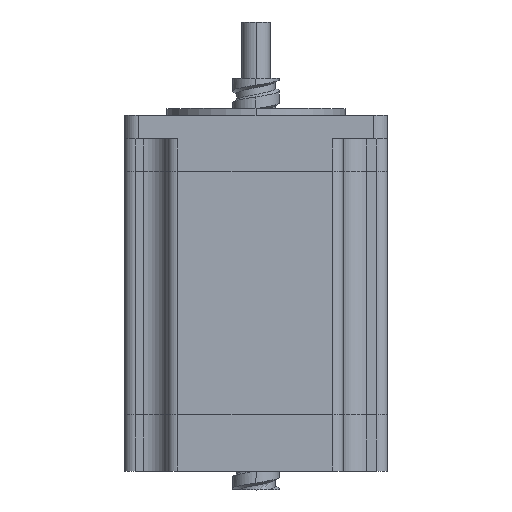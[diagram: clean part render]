
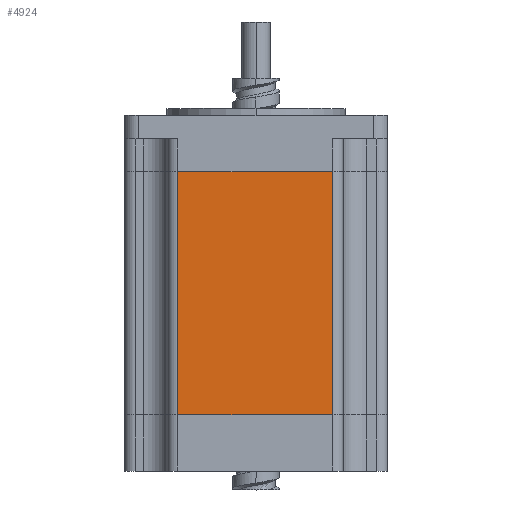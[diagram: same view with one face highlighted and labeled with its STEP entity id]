
A CAD part, top view. The second image highlights one B-rep face of the part: STEP entity #4924.
In plain terms, the highlighted planar face has unit normal (0, 0, 1).
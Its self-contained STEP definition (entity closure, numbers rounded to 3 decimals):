
#1255 = EDGE_CURVE ( 'NONE', #2593, #15138, #13392, .T. ) ;
#1414 = FACE_OUTER_BOUND ( 'NONE', #8318, .T. ) ;
#1489 = ORIENTED_EDGE ( 'NONE', *, *, #2300, .F. ) ;
#1515 = CARTESIAN_POINT ( 'NONE',  ( 25.1, 5., 28.1 ) ) ;
#2211 = AXIS2_PLACEMENT_3D ( 'NONE', #1515, #10413, #17789 ) ;
#2300 = EDGE_CURVE ( 'NONE', #19168, #2593, #13654, .T. ) ;
#2390 = ORIENTED_EDGE ( 'NONE', *, *, #16470, .F. ) ;
#2593 = VERTEX_POINT ( 'NONE', #2869 ) ;
#2869 = CARTESIAN_POINT ( 'NONE',  ( -16.7, -7.001, 28.1 ) ) ;
#3907 = DIRECTION ( 'NONE',  ( 0., 1., 0. ) ) ;
#4845 = VECTOR ( 'NONE', #15488, 1000. ) ;
#4924 = ADVANCED_FACE ( 'NONE', ( #1414 ), #14579, .F. ) ;
#5367 = LINE ( 'NONE', #18824, #7865 ) ;
#5465 = LINE ( 'NONE', #7096, #10949 ) ;
#6897 = VERTEX_POINT ( 'NONE', #12710 ) ;
#7096 = CARTESIAN_POINT ( 'NONE',  ( 16.3, -71., 28.1 ) ) ;
#7865 = VECTOR ( 'NONE', #11536, 1000. ) ;
#8318 = EDGE_LOOP ( 'NONE', ( #2390, #14905, #14315, #1489 ) ) ;
#9093 = DIRECTION ( 'NONE',  ( 0., 1., 0. ) ) ;
#10413 = DIRECTION ( 'NONE',  ( 0., 0., -1. ) ) ;
#10949 = VECTOR ( 'NONE', #3907, 1000. ) ;
#11536 = DIRECTION ( 'NONE',  ( -1., 0., 0. ) ) ;
#11733 = CARTESIAN_POINT ( 'NONE',  ( 16.3, -7.001, 28.1 ) ) ;
#12195 = CARTESIAN_POINT ( 'NONE',  ( -16.7, -71., 28.1 ) ) ;
#12710 = CARTESIAN_POINT ( 'NONE',  ( 16.3, -58.99, 28.1 ) ) ;
#13392 = LINE ( 'NONE', #16762, #4845 ) ;
#13654 = LINE ( 'NONE', #12195, #16311 ) ;
#14315 = ORIENTED_EDGE ( 'NONE', *, *, #1255, .F. ) ;
#14579 = PLANE ( 'NONE',  #2211 ) ;
#14905 = ORIENTED_EDGE ( 'NONE', *, *, #16455, .T. ) ;
#15138 = VERTEX_POINT ( 'NONE', #11733 ) ;
#15488 = DIRECTION ( 'NONE',  ( 1., 0., 0. ) ) ;
#16311 = VECTOR ( 'NONE', #9093, 1000. ) ;
#16455 = EDGE_CURVE ( 'NONE', #6897, #15138, #5465, .T. ) ;
#16470 = EDGE_CURVE ( 'NONE', #6897, #19168, #5367, .T. ) ;
#16688 = CARTESIAN_POINT ( 'NONE',  ( -16.7, -58.99, 28.1 ) ) ;
#16762 = CARTESIAN_POINT ( 'NONE',  ( 25.1, -7.001, 28.1 ) ) ;
#17789 = DIRECTION ( 'NONE',  ( -1., 0., 0. ) ) ;
#18824 = CARTESIAN_POINT ( 'NONE',  ( 25.1, -58.99, 28.1 ) ) ;
#19168 = VERTEX_POINT ( 'NONE', #16688 ) ;
